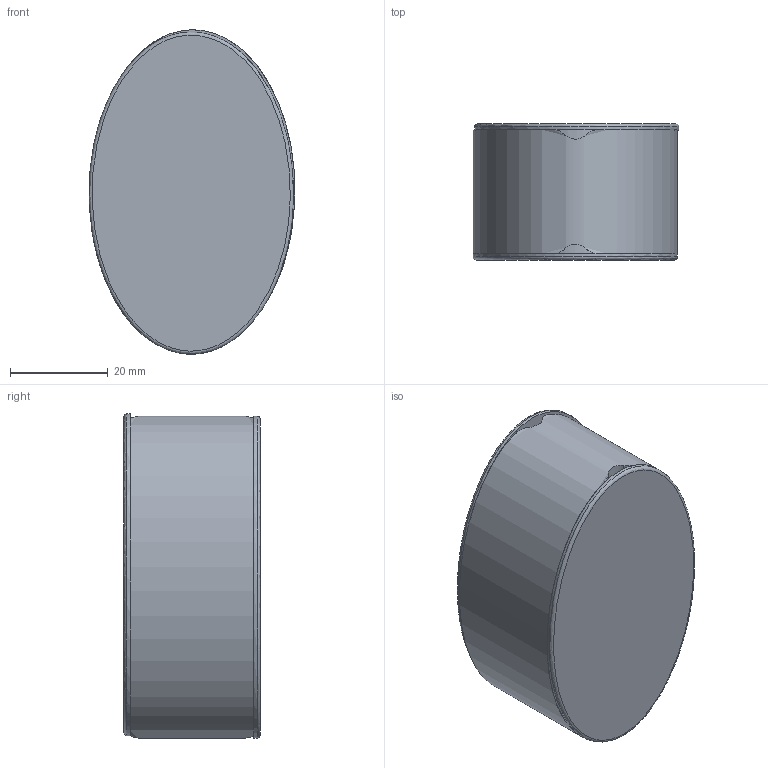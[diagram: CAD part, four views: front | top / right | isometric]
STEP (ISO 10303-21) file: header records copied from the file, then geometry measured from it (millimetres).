
FILE_DESCRIPTION(/* description */ (''),/* implementation_level */ '2;1');
FILE_NAME(/* name */ 'EGG Storage v10.step',/* time_stamp */ '2024-09-13T04:28:02-05:00',/* author */ (''),/* organization */ (''),/* preprocessor_version */ 'ST-DEVELOPER v20',/* originating_system */ 'Autodesk Translation Framework v13.14.0.145',/* authorisation */ '');
FILE_SCHEMA (('AUTOMOTIVE_DESIGN { 1 0 10303 214 3 1 1 }'));
Length unit declared in the file: inch
Products named in the file (1): GelSaver
Bounding box: 42.18 x 27.94 x 66.51 mm (x, y, z)
Volume: 20306 mm3; surface area: 22600.9 mm2
Topology: 3 solids, 3 shells, 185 faces, 574 edges, 382 vertices
Faces by surface type: plane 93, bspline 72, cylinder 20
Entity records: 10041 total; most frequent: CARTESIAN_POINT 5727, ORIENTED_EDGE 1148, EDGE_CURVE 574, DIRECTION 485, VERTEX_POINT 382, B_SPLINE_CURVE_WITH_KNOTS 333, LINE 225, VECTOR 225
